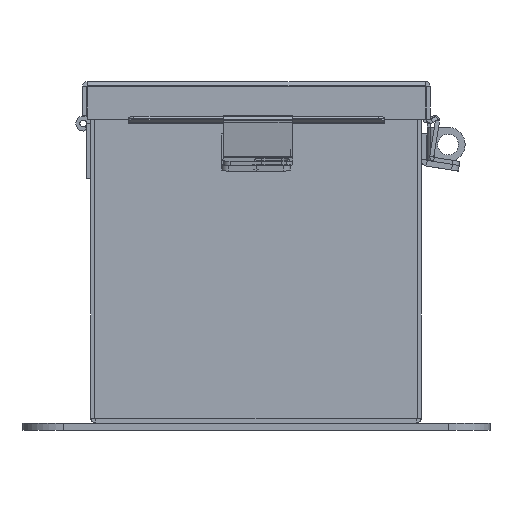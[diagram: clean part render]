
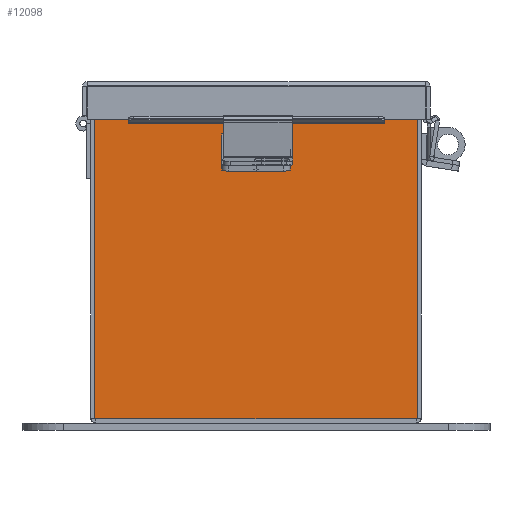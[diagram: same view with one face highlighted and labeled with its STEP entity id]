
A CAD part, front view. The second image highlights one B-rep face of the part: STEP entity #12098.
In plain terms, the highlighted face is planar.
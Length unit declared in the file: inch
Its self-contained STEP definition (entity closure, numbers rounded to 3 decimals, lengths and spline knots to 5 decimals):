
#248 = CARTESIAN_POINT ( 'NONE',  ( 2.9253, 0., 2.9253 ) ) ;
#373 = DIRECTION ( 'NONE',  ( 0., 0., -1. ) ) ;
#617 = VERTEX_POINT ( 'NONE', #248 ) ;
#627 = DIRECTION ( 'NONE',  ( 0., 0., -1. ) ) ;
#1671 = ORIENTED_EDGE ( 'NONE', *, *, #5918, .T. ) ;
#1703 = LINE ( 'NONE', #22755, #8520 ) ;
#3045 = EDGE_CURVE ( 'NONE', #19782, #17203, #20633, .T. ) ;
#3237 = CARTESIAN_POINT ( 'NONE',  ( 2.61965, 0., 2.9253 ) ) ;
#3549 = CARTESIAN_POINT ( 'NONE',  ( 0., 0., 0. ) ) ;
#3797 = CARTESIAN_POINT ( 'NONE',  ( -2.5823, 0., 2.9123 ) ) ;
#4054 = EDGE_CURVE ( 'NONE', #17138, #26836, #7649, .T. ) ;
#4829 = AXIS2_PLACEMENT_3D ( 'NONE', #3549, #26509, #12736 ) ;
#4921 = DIRECTION ( 'NONE',  ( 0., 0., 1. ) ) ;
#5019 = CARTESIAN_POINT ( 'NONE',  ( -2.61965, 0., 0. ) ) ;
#5138 = CARTESIAN_POINT ( 'NONE',  ( 2.61965, 0., 0. ) ) ;
#5218 = CARTESIAN_POINT ( 'NONE',  ( -2.61965, 0., 2.87495 ) ) ;
#5678 = DIRECTION ( 'NONE',  ( 1., 0., 0. ) ) ;
#5738 = VERTEX_POINT ( 'NONE', #16419 ) ;
#5918 = EDGE_CURVE ( 'NONE', #17138, #617, #21710, .T. ) ;
#5941 = VECTOR ( 'NONE', #6767, 39.37008 ) ;
#6222 = ORIENTED_EDGE ( 'NONE', *, *, #16751, .T. ) ;
#6234 = ORIENTED_EDGE ( 'NONE', *, *, #22959, .T. ) ;
#6254 = CARTESIAN_POINT ( 'NONE',  ( 2.5823, 0., 2.87495 ) ) ;
#6263 = LINE ( 'NONE', #15790, #17741 ) ;
#6714 = DIRECTION ( 'NONE',  ( 0., 0., -1. ) ) ;
#6753 = ORIENTED_EDGE ( 'NONE', *, *, #25494, .F. ) ;
#6767 = DIRECTION ( 'NONE',  ( 0., 0., 1. ) ) ;
#7649 = LINE ( 'NONE', #5138, #23784 ) ;
#8096 = CARTESIAN_POINT ( 'NONE',  ( -2.60097, 0., 2.87495 ) ) ;
#8520 = VECTOR ( 'NONE', #6714, 39.37008 ) ;
#8969 = ORIENTED_EDGE ( 'NONE', *, *, #11362, .T. ) ;
#10348 = CIRCLE ( 'NONE', #11483, 0.01868 ) ;
#10364 = DIRECTION ( 'NONE',  ( 0., 0., -1. ) ) ;
#10486 = AXIS2_PLACEMENT_3D ( 'NONE', #27863, #14093, #373 ) ;
#10973 = LINE ( 'NONE', #15831, #16375 ) ;
#11362 = EDGE_CURVE ( 'NONE', #617, #20940, #1703, .T. ) ;
#11483 = AXIS2_PLACEMENT_3D ( 'NONE', #8096, #24130, #10364 ) ;
#11658 = VERTEX_POINT ( 'NONE', #6254 ) ;
#11682 = VERTEX_POINT ( 'NONE', #26920 ) ;
#12098 = ADVANCED_FACE ( 'NONE', ( #26002 ), #12635, .F. ) ;
#12556 = DIRECTION ( 'NONE',  ( 0., 0., 1. ) ) ;
#12635 = PLANE ( 'NONE',  #4829 ) ;
#12736 = DIRECTION ( 'NONE',  ( 0., 0., -1. ) ) ;
#13811 = ORIENTED_EDGE ( 'NONE', *, *, #28315, .T. ) ;
#14093 = DIRECTION ( 'NONE',  ( 0., 1., 0. ) ) ;
#14534 = VECTOR ( 'NONE', #22841, 39.37008 ) ;
#14772 = CARTESIAN_POINT ( 'NONE',  ( -2.9253, 0., -2.9253 ) ) ;
#14847 = DIRECTION ( 'NONE',  ( -1., 0., 0. ) ) ;
#14988 = EDGE_LOOP ( 'NONE', ( #22463, #6753, #17687, #6222, #27350, #24990, #23579, #1671, #8969, #18771, #6234, #13811 ) ) ;
#15065 = EDGE_CURVE ( 'NONE', #22007, #20572, #23654, .T. ) ;
#15790 = CARTESIAN_POINT ( 'NONE',  ( -2.9253, 0., 2.9253 ) ) ;
#15831 = CARTESIAN_POINT ( 'NONE',  ( -2.5823, 0., 2.9123 ) ) ;
#16007 = CARTESIAN_POINT ( 'NONE',  ( 2.5823, 0., 0. ) ) ;
#16115 = VECTOR ( 'NONE', #4921, 39.37008 ) ;
#16375 = VECTOR ( 'NONE', #20446, 39.37008 ) ;
#16419 = CARTESIAN_POINT ( 'NONE',  ( -2.9253, 0., 2.9253 ) ) ;
#16751 = EDGE_CURVE ( 'NONE', #19782, #11682, #10973, .T. ) ;
#17138 = VERTEX_POINT ( 'NONE', #3237 ) ;
#17180 = EDGE_CURVE ( 'NONE', #20940, #26102, #23884, .T. ) ;
#17203 = VERTEX_POINT ( 'NONE', #26406 ) ;
#17687 = ORIENTED_EDGE ( 'NONE', *, *, #3045, .F. ) ;
#17741 = VECTOR ( 'NONE', #29530, 39.37008 ) ;
#17791 = VECTOR ( 'NONE', #14847, 39.37008 ) ;
#18268 = EDGE_CURVE ( 'NONE', #26836, #11658, #25320, .T. ) ;
#18771 = ORIENTED_EDGE ( 'NONE', *, *, #17180, .T. ) ;
#19782 = VERTEX_POINT ( 'NONE', #3797 ) ;
#20446 = DIRECTION ( 'NONE',  ( 1., 0., 0. ) ) ;
#20542 = CARTESIAN_POINT ( 'NONE',  ( -2.5823, 0., 0. ) ) ;
#20572 = VERTEX_POINT ( 'NONE', #22302 ) ;
#20633 = LINE ( 'NONE', #20542, #14534 ) ;
#20940 = VERTEX_POINT ( 'NONE', #28230 ) ;
#21710 = LINE ( 'NONE', #21714, #27845 ) ;
#21714 = CARTESIAN_POINT ( 'NONE',  ( -2.9253, 0., 2.9253 ) ) ;
#21786 = VECTOR ( 'NONE', #12556, 39.37008 ) ;
#22007 = VERTEX_POINT ( 'NONE', #5218 ) ;
#22030 = CARTESIAN_POINT ( 'NONE',  ( 2.61965, 0., 2.87495 ) ) ;
#22302 = CARTESIAN_POINT ( 'NONE',  ( -2.61965, 0., 2.9253 ) ) ;
#22463 = ORIENTED_EDGE ( 'NONE', *, *, #15065, .F. ) ;
#22755 = CARTESIAN_POINT ( 'NONE',  ( 2.9253, 0., 2.9253 ) ) ;
#22841 = DIRECTION ( 'NONE',  ( 0., 0., -1. ) ) ;
#22959 = EDGE_CURVE ( 'NONE', #26102, #5738, #28610, .T. ) ;
#23579 = ORIENTED_EDGE ( 'NONE', *, *, #4054, .F. ) ;
#23654 = LINE ( 'NONE', #5019, #16115 ) ;
#23784 = VECTOR ( 'NONE', #627, 39.37008 ) ;
#23884 = LINE ( 'NONE', #26305, #17791 ) ;
#23997 = CARTESIAN_POINT ( 'NONE',  ( -2.9253, 0., 2.9253 ) ) ;
#24130 = DIRECTION ( 'NONE',  ( 0., 1., 0. ) ) ;
#24990 = ORIENTED_EDGE ( 'NONE', *, *, #18268, .F. ) ;
#25320 = CIRCLE ( 'NONE', #10486, 0.01868 ) ;
#25494 = EDGE_CURVE ( 'NONE', #17203, #22007, #10348, .T. ) ;
#26002 = FACE_OUTER_BOUND ( 'NONE', #14988, .T. ) ;
#26102 = VERTEX_POINT ( 'NONE', #14772 ) ;
#26305 = CARTESIAN_POINT ( 'NONE',  ( -2.9253, 0., -2.9253 ) ) ;
#26406 = CARTESIAN_POINT ( 'NONE',  ( -2.5823, 0., 2.87495 ) ) ;
#26509 = DIRECTION ( 'NONE',  ( 0., -1., 0. ) ) ;
#26836 = VERTEX_POINT ( 'NONE', #22030 ) ;
#26920 = CARTESIAN_POINT ( 'NONE',  ( 2.5823, 0., 2.9123 ) ) ;
#27350 = ORIENTED_EDGE ( 'NONE', *, *, #27574, .F. ) ;
#27574 = EDGE_CURVE ( 'NONE', #11658, #11682, #29636, .T. ) ;
#27845 = VECTOR ( 'NONE', #5678, 39.37008 ) ;
#27863 = CARTESIAN_POINT ( 'NONE',  ( 2.60098, 0., 2.87495 ) ) ;
#28230 = CARTESIAN_POINT ( 'NONE',  ( 2.9253, 0., -2.9253 ) ) ;
#28315 = EDGE_CURVE ( 'NONE', #5738, #20572, #6263, .T. ) ;
#28610 = LINE ( 'NONE', #23997, #21786 ) ;
#29530 = DIRECTION ( 'NONE',  ( 1., 0., 0. ) ) ;
#29636 = LINE ( 'NONE', #16007, #5941 ) ;
